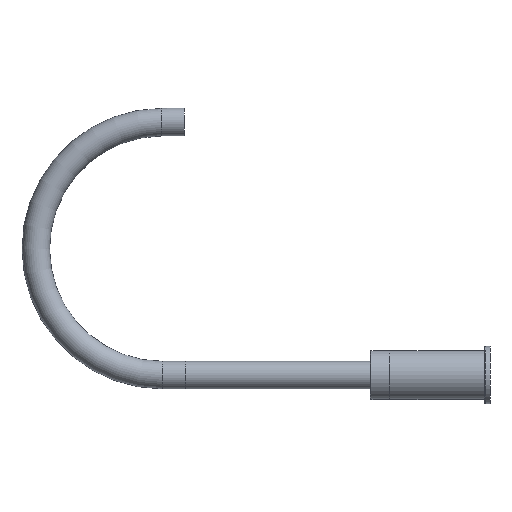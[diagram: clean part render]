
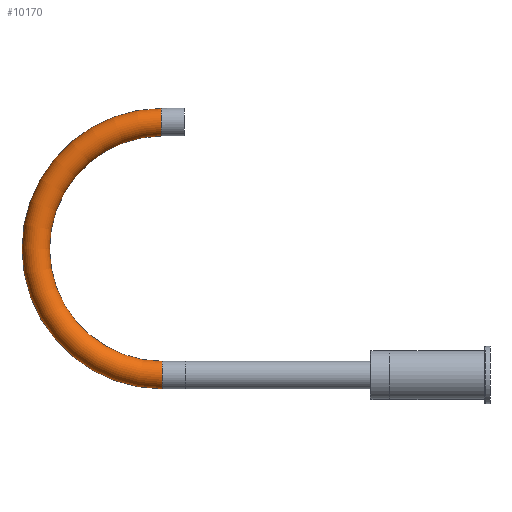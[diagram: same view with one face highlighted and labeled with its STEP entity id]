
A CAD part, left-side view. The second image highlights one B-rep face of the part: STEP entity #10170.
In plain terms, the highlighted toroidal (fillet/blend) face has major radius 110.002 mm and minor radius 12 mm.
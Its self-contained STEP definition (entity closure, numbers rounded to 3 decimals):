
#100 = VERTEX_POINT ( 'NONE', #7701 ) ;
#153 = ORIENTED_EDGE ( 'NONE', *, *, #14002, .T. ) ;
#853 = CIRCLE ( 'NONE', #10129, 98.002 ) ;
#1119 = EDGE_CURVE ( 'NONE', #11834, #15170, #12830, .T. ) ;
#1819 = DIRECTION ( 'NONE',  ( 1., 0., 0. ) ) ;
#2896 = DIRECTION ( 'NONE',  ( 0., -0.008, -1. ) ) ;
#3656 = CARTESIAN_POINT ( 'NONE',  ( 0., 181., 110.002 ) ) ;
#3882 = ORIENTED_EDGE ( 'NONE', *, *, #1119, .F. ) ;
#3915 = DIRECTION ( 'NONE',  ( 0., 1., 0. ) ) ;
#4408 = EDGE_CURVE ( 'NONE', #7992, #11834, #15463, .T. ) ;
#4599 = DIRECTION ( 'NONE',  ( 1., 0., 0. ) ) ;
#5615 = AXIS2_PLACEMENT_3D ( 'NONE', #15279, #3915, #8967 ) ;
#6179 = CARTESIAN_POINT ( 'NONE',  ( 0., 181., -12. ) ) ;
#6884 = DIRECTION ( 'NONE',  ( 0., 0., -1. ) ) ;
#7701 = CARTESIAN_POINT ( 'NONE',  ( 0., 181., 12. ) ) ;
#7992 = VERTEX_POINT ( 'NONE', #6179 ) ;
#8329 = EDGE_LOOP ( 'NONE', ( #14767, #153, #9583, #3882 ) ) ;
#8699 = AXIS2_PLACEMENT_3D ( 'NONE', #13180, #1819, #6884 ) ;
#8717 = DIRECTION ( 'NONE',  ( 1., 0., 0. ) ) ;
#8967 = DIRECTION ( 'NONE',  ( 0., 0., 1. ) ) ;
#9199 = CARTESIAN_POINT ( 'NONE',  ( 0., 181.896, 220. ) ) ;
#9338 = CARTESIAN_POINT ( 'NONE',  ( 0., 181.994, 232. ) ) ;
#9583 = ORIENTED_EDGE ( 'NONE', *, *, #12397, .T. ) ;
#9665 = DIRECTION ( 'NONE',  ( 0., 0., -1. ) ) ;
#10129 = AXIS2_PLACEMENT_3D ( 'NONE', #3656, #8717, #13789 ) ;
#10170 = ADVANCED_FACE ( 'NONE', ( #14440 ), #15845, .T. ) ;
#11770 = CARTESIAN_POINT ( 'NONE',  ( 0., 181.798, 208. ) ) ;
#11834 = VERTEX_POINT ( 'NONE', #9338 ) ;
#12397 = EDGE_CURVE ( 'NONE', #100, #15170, #853, .T. ) ;
#12767 = CIRCLE ( 'NONE', #5615, 12. ) ;
#12801 = AXIS2_PLACEMENT_3D ( 'NONE', #9199, #14265, #2896 ) ;
#12830 = CIRCLE ( 'NONE', #12801, 12. ) ;
#13180 = CARTESIAN_POINT ( 'NONE',  ( 0., 181., 110.002 ) ) ;
#13789 = DIRECTION ( 'NONE',  ( 0., 0., -1. ) ) ;
#14002 = EDGE_CURVE ( 'NONE', #7992, #100, #12767, .T. ) ;
#14265 = DIRECTION ( 'NONE',  ( 0., -1., 0.008 ) ) ;
#14440 = FACE_OUTER_BOUND ( 'NONE', #8329, .T. ) ;
#14767 = ORIENTED_EDGE ( 'NONE', *, *, #4408, .F. ) ;
#15170 = VERTEX_POINT ( 'NONE', #11770 ) ;
#15206 = AXIS2_PLACEMENT_3D ( 'NONE', #15969, #4599, #9665 ) ;
#15279 = CARTESIAN_POINT ( 'NONE',  ( 0., 181., 0. ) ) ;
#15463 = CIRCLE ( 'NONE', #15206, 122.002 ) ;
#15845 = TOROIDAL_SURFACE ( 'NONE', #8699, 110.002, 12. ) ;
#15969 = CARTESIAN_POINT ( 'NONE',  ( 0., 181., 110.002 ) ) ;
